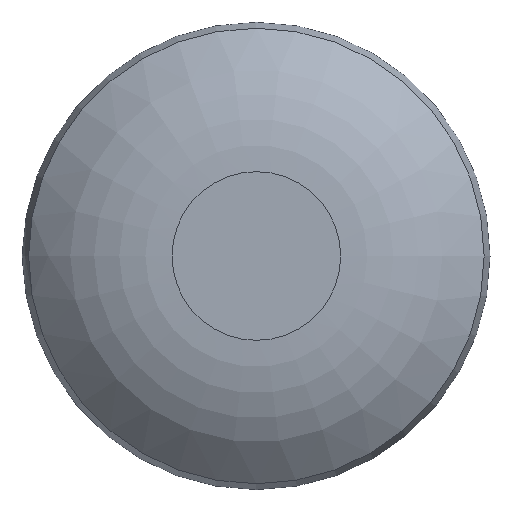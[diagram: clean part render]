
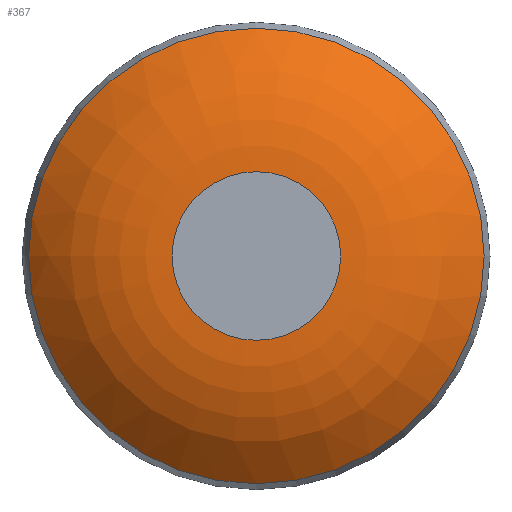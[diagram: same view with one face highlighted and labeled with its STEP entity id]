
A CAD part, left-side view. The second image highlights one B-rep face of the part: STEP entity #367.
In plain terms, the highlighted toroidal (fillet/blend) face has major radius 3.581 mm and minor radius 8.458 mm.
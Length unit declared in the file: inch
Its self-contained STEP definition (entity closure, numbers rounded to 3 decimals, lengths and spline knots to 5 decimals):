
#50 = ORIENTED_EDGE ( 'NONE', *, *, #214, .T. ) ;
#71 = FACE_OUTER_BOUND ( 'NONE', #100, .T. ) ;
#73 = VERTEX_POINT ( 'NONE', #427 ) ;
#81 = TOROIDAL_SURFACE ( 'NONE', #119, 0.141, 0.333 ) ;
#100 = EDGE_LOOP ( 'NONE', ( #148 ) ) ;
#101 = CARTESIAN_POINT ( 'NONE',  ( 0.333, 0., 0. ) ) ;
#102 = FACE_OUTER_BOUND ( 'NONE', #118, .T. ) ;
#103 = DIRECTION ( 'NONE',  ( 1., 0., 0. ) ) ;
#118 = EDGE_LOOP ( 'NONE', ( #50 ) ) ;
#119 = AXIS2_PLACEMENT_3D ( 'NONE', #101, #247, #450 ) ;
#123 = CIRCLE ( 'NONE', #138, 0.141 ) ;
#138 = AXIS2_PLACEMENT_3D ( 'NONE', #424, #103, #358 ) ;
#148 = ORIENTED_EDGE ( 'NONE', *, *, #393, .F. ) ;
#214 = EDGE_CURVE ( 'NONE', #309, #309, #123, .T. ) ;
#247 = DIRECTION ( 'NONE',  ( 1., 0., 0. ) ) ;
#309 = VERTEX_POINT ( 'NONE', #398 ) ;
#331 = DIRECTION ( 'NONE',  ( 0., 1., 0. ) ) ;
#335 = AXIS2_PLACEMENT_3D ( 'NONE', #366, #399, #331 ) ;
#358 = DIRECTION ( 'NONE',  ( 0., 1., 0. ) ) ;
#366 = CARTESIAN_POINT ( 'NONE',  ( 0.102, 0., 0. ) ) ;
#367 = ADVANCED_FACE ( 'NONE', ( #102, #71 ), #81, .T. ) ;
#393 = EDGE_CURVE ( 'NONE', #73, #73, #400, .T. ) ;
#398 = CARTESIAN_POINT ( 'NONE',  ( 0., 0.141, 0. ) ) ;
#399 = DIRECTION ( 'NONE',  ( 1., 0., 0. ) ) ;
#400 = CIRCLE ( 'NONE', #335, 0.38085 ) ;
#424 = CARTESIAN_POINT ( 'NONE',  ( 0., 0., 0. ) ) ;
#427 = CARTESIAN_POINT ( 'NONE',  ( 0.102, 0.38085, 0. ) ) ;
#450 = DIRECTION ( 'NONE',  ( 0., 1., 0. ) ) ;
